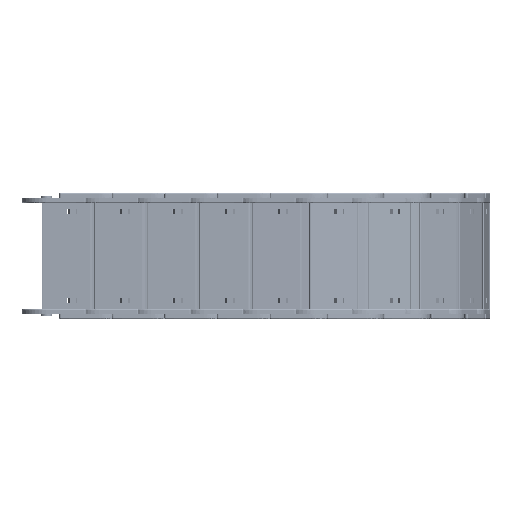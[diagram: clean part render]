
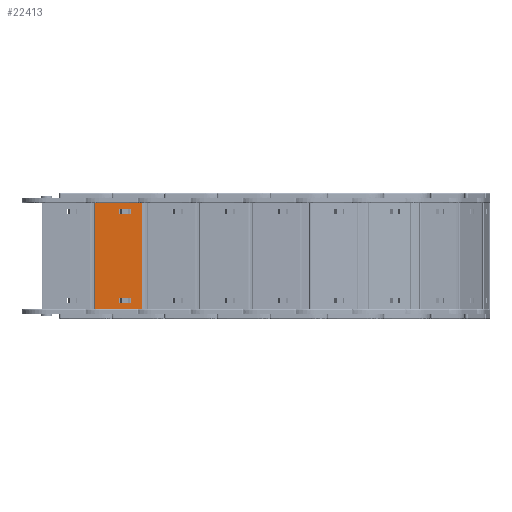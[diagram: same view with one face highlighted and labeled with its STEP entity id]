
A CAD part, front view. The second image highlights one B-rep face of the part: STEP entity #22413.
In plain terms, the highlighted planar face has unit normal (0, -1, 0).
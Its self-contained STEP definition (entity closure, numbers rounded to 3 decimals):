
#784 = LINE ( 'NONE', #6904, #19802 ) ;
#1041 = ORIENTED_EDGE ( 'NONE', *, *, #33463, .F. ) ;
#1108 = CARTESIAN_POINT ( 'NONE',  ( -75.76, 143.654, 117.747 ) ) ;
#1213 = EDGE_CURVE ( 'NONE', #14361, #20088, #8884, .T. ) ;
#1215 = AXIS2_PLACEMENT_3D ( 'NONE', #12067, #11960, #22587 ) ;
#1344 = VECTOR ( 'NONE', #18145, 1000. ) ;
#1865 = FACE_OUTER_BOUND ( 'NONE', #3273, .T. ) ;
#1943 = VECTOR ( 'NONE', #23928, 1000. ) ;
#2079 = CARTESIAN_POINT ( 'NONE',  ( -61.76, 143.654, 5.247 ) ) ;
#2428 = CARTESIAN_POINT ( 'NONE',  ( -89.98, 143.654, -1.503 ) ) ;
#3182 = VECTOR ( 'NONE', #8662, 1000. ) ;
#3273 = EDGE_LOOP ( 'NONE', ( #3649, #24947, #13746, #16354 ) ) ;
#3649 = ORIENTED_EDGE ( 'NONE', *, *, #31567, .T. ) ;
#4384 = DIRECTION ( 'NONE',  ( 0., 0., -1. ) ) ;
#4631 = VERTEX_POINT ( 'NONE', #24934 ) ;
#5190 = ORIENTED_EDGE ( 'NONE', *, *, #7552, .F. ) ;
#5794 = CARTESIAN_POINT ( 'NONE',  ( -75.76, 143.654, 5.247 ) ) ;
#6904 = CARTESIAN_POINT ( 'NONE',  ( -89.98, 143.654, -83.122 ) ) ;
#7285 = VERTEX_POINT ( 'NONE', #28094 ) ;
#7359 = VECTOR ( 'NONE', #24695, 1000. ) ;
#7552 = EDGE_CURVE ( 'NONE', #14709, #7285, #22209, .T. ) ;
#7692 = LINE ( 'NONE', #34620, #1344 ) ;
#8108 = VERTEX_POINT ( 'NONE', #17084 ) ;
#8478 = ORIENTED_EDGE ( 'NONE', *, *, #1213, .T. ) ;
#8662 = DIRECTION ( 'NONE',  ( 0., 0., -1. ) ) ;
#8731 = EDGE_LOOP ( 'NONE', ( #14828, #5190, #1041, #9615 ) ) ;
#8763 = VECTOR ( 'NONE', #11661, 1000. ) ;
#8884 = LINE ( 'NONE', #15997, #26233 ) ;
#9061 = FACE_BOUND ( 'NONE', #28961, .T. ) ;
#9133 = CARTESIAN_POINT ( 'NONE',  ( -58.76, 143.654, 124.497 ) ) ;
#9604 = LINE ( 'NONE', #16934, #8763 ) ;
#9615 = ORIENTED_EDGE ( 'NONE', *, *, #11301, .F. ) ;
#10600 = LINE ( 'NONE', #9133, #18994 ) ;
#11301 = EDGE_CURVE ( 'NONE', #31011, #20952, #7692, .T. ) ;
#11516 = VERTEX_POINT ( 'NONE', #32455 ) ;
#11661 = DIRECTION ( 'NONE',  ( 1., 0., 0. ) ) ;
#11960 = DIRECTION ( 'NONE',  ( 0., 1., 0. ) ) ;
#12067 = CARTESIAN_POINT ( 'NONE',  ( -58.76, 143.654, -1.503 ) ) ;
#12096 = ORIENTED_EDGE ( 'NONE', *, *, #30232, .T. ) ;
#12201 = DIRECTION ( 'NONE',  ( 1., 0., 0. ) ) ;
#13070 = CARTESIAN_POINT ( 'NONE',  ( -75.76, 143.654, 11.547 ) ) ;
#13746 = ORIENTED_EDGE ( 'NONE', *, *, #15291, .F. ) ;
#14233 = VECTOR ( 'NONE', #26539, 1000. ) ;
#14361 = VERTEX_POINT ( 'NONE', #2079 ) ;
#14709 = VERTEX_POINT ( 'NONE', #1108 ) ;
#14828 = ORIENTED_EDGE ( 'NONE', *, *, #19554, .F. ) ;
#15291 = EDGE_CURVE ( 'NONE', #33910, #22954, #784, .T. ) ;
#15434 = VECTOR ( 'NONE', #28682, 1000. ) ;
#15997 = CARTESIAN_POINT ( 'NONE',  ( -61.76, 143.654, 5.247 ) ) ;
#16354 = ORIENTED_EDGE ( 'NONE', *, *, #33413, .T. ) ;
#16383 = VECTOR ( 'NONE', #4384, 1000. ) ;
#16934 = CARTESIAN_POINT ( 'NONE',  ( -61.76, 143.654, 11.547 ) ) ;
#17084 = CARTESIAN_POINT ( 'NONE',  ( -33.78, 143.654, -1.503 ) ) ;
#17091 = DIRECTION ( 'NONE',  ( -1., 0., 0. ) ) ;
#17978 = VERTEX_POINT ( 'NONE', #21653 ) ;
#18145 = DIRECTION ( 'NONE',  ( 0., 0., 1. ) ) ;
#18573 = CARTESIAN_POINT ( 'NONE',  ( -33.78, 143.654, -83.122 ) ) ;
#18994 = VECTOR ( 'NONE', #12201, 1000. ) ;
#19554 = EDGE_CURVE ( 'NONE', #7285, #31011, #25159, .T. ) ;
#19802 = VECTOR ( 'NONE', #26311, 1000. ) ;
#20088 = VERTEX_POINT ( 'NONE', #5794 ) ;
#20729 = CARTESIAN_POINT ( 'NONE',  ( -61.76, 143.654, 111.447 ) ) ;
#20952 = VERTEX_POINT ( 'NONE', #31447 ) ;
#21398 = LINE ( 'NONE', #13070, #14233 ) ;
#21653 = CARTESIAN_POINT ( 'NONE',  ( -75.76, 143.654, 11.547 ) ) ;
#22209 = LINE ( 'NONE', #30082, #3182 ) ;
#22382 = ORIENTED_EDGE ( 'NONE', *, *, #29687, .T. ) ;
#22413 = ADVANCED_FACE ( 'NONE', ( #9061, #1865, #26397 ), #27932, .F. ) ;
#22548 = CARTESIAN_POINT ( 'NONE',  ( -61.76, 143.654, 117.747 ) ) ;
#22587 = DIRECTION ( 'NONE',  ( 0., 0., 1. ) ) ;
#22954 = VERTEX_POINT ( 'NONE', #27173 ) ;
#23179 = CARTESIAN_POINT ( 'NONE',  ( -61.76, 143.654, 11.547 ) ) ;
#23928 = DIRECTION ( 'NONE',  ( 0., 0., 1. ) ) ;
#24277 = DIRECTION ( 'NONE',  ( -1., 0., 0. ) ) ;
#24298 = LINE ( 'NONE', #22548, #28969 ) ;
#24695 = DIRECTION ( 'NONE',  ( 1., 0., 0. ) ) ;
#24934 = CARTESIAN_POINT ( 'NONE',  ( -33.78, 143.654, 124.497 ) ) ;
#24947 = ORIENTED_EDGE ( 'NONE', *, *, #25435, .F. ) ;
#25159 = LINE ( 'NONE', #20729, #15434 ) ;
#25435 = EDGE_CURVE ( 'NONE', #22954, #4631, #10600, .T. ) ;
#25438 = CARTESIAN_POINT ( 'NONE',  ( -61.76, 143.654, 111.447 ) ) ;
#26233 = VECTOR ( 'NONE', #24277, 1000. ) ;
#26311 = DIRECTION ( 'NONE',  ( 0., 0., 1. ) ) ;
#26397 = FACE_BOUND ( 'NONE', #8731, .T. ) ;
#26539 = DIRECTION ( 'NONE',  ( 0., 0., 1. ) ) ;
#27173 = CARTESIAN_POINT ( 'NONE',  ( -89.98, 143.654, 124.497 ) ) ;
#27932 = PLANE ( 'NONE',  #1215 ) ;
#28094 = CARTESIAN_POINT ( 'NONE',  ( -75.76, 143.654, 111.447 ) ) ;
#28178 = LINE ( 'NONE', #18573, #1943 ) ;
#28682 = DIRECTION ( 'NONE',  ( 1., 0., 0. ) ) ;
#28961 = EDGE_LOOP ( 'NONE', ( #12096, #22382, #8478, #30509 ) ) ;
#28969 = VECTOR ( 'NONE', #17091, 1000. ) ;
#29687 = EDGE_CURVE ( 'NONE', #11516, #14361, #35032, .T. ) ;
#29812 = LINE ( 'NONE', #29928, #7359 ) ;
#29928 = CARTESIAN_POINT ( 'NONE',  ( -58.76, 143.654, -1.503 ) ) ;
#30082 = CARTESIAN_POINT ( 'NONE',  ( -75.76, 143.654, 111.447 ) ) ;
#30232 = EDGE_CURVE ( 'NONE', #17978, #11516, #9604, .T. ) ;
#30509 = ORIENTED_EDGE ( 'NONE', *, *, #31516, .T. ) ;
#31011 = VERTEX_POINT ( 'NONE', #25438 ) ;
#31447 = CARTESIAN_POINT ( 'NONE',  ( -61.76, 143.654, 117.747 ) ) ;
#31516 = EDGE_CURVE ( 'NONE', #20088, #17978, #21398, .T. ) ;
#31567 = EDGE_CURVE ( 'NONE', #8108, #4631, #28178, .T. ) ;
#32455 = CARTESIAN_POINT ( 'NONE',  ( -61.76, 143.654, 11.547 ) ) ;
#33413 = EDGE_CURVE ( 'NONE', #33910, #8108, #29812, .T. ) ;
#33463 = EDGE_CURVE ( 'NONE', #20952, #14709, #24298, .T. ) ;
#33910 = VERTEX_POINT ( 'NONE', #2428 ) ;
#34620 = CARTESIAN_POINT ( 'NONE',  ( -61.76, 143.654, 111.447 ) ) ;
#35032 = LINE ( 'NONE', #23179, #16383 ) ;
